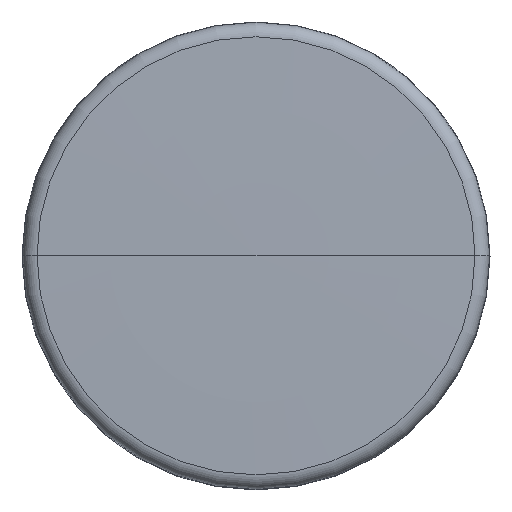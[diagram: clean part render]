
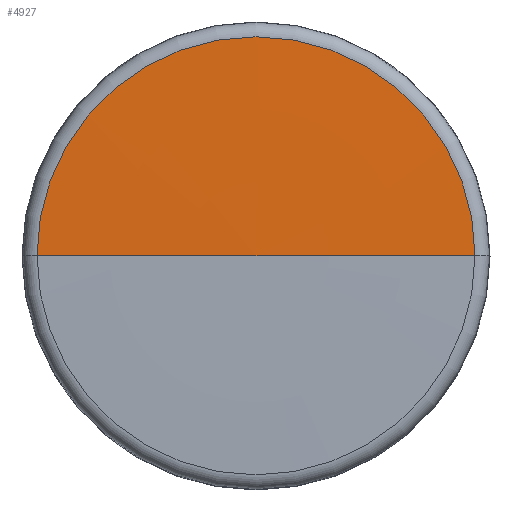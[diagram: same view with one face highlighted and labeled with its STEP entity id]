
A CAD part, top view. The second image highlights one B-rep face of the part: STEP entity #4927.
In plain terms, the highlighted toroidal (fillet/blend) face has major radius 0.022 mm and minor radius 1507.84 mm.
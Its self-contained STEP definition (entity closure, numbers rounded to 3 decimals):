
#262 = DIRECTION ( 'NONE',  ( -1., 0., 0. ) ) ;
#263 = AXIS2_PLACEMENT_3D ( 'NONE', #6550, #1837, #262 ) ;
#609 = CARTESIAN_POINT ( 'NONE',  ( 0., 0., -1508.379 ) ) ;
#1817 = CARTESIAN_POINT ( 'NONE',  ( 27.12, 0., -0.786 ) ) ;
#1837 = DIRECTION ( 'NONE',  ( 0., 0., -1. ) ) ;
#2518 = VERTEX_POINT ( 'NONE', #1817 ) ;
#3773 = CARTESIAN_POINT ( 'NONE',  ( -27.12, 0., -0.786 ) ) ;
#3799 = DIRECTION ( 'NONE',  ( 0., 0., -1. ) ) ;
#3876 = EDGE_CURVE ( 'NONE', #4141, #9820, #7412, .T. ) ;
#4141 = VERTEX_POINT ( 'NONE', #5113 ) ;
#4217 = EDGE_CURVE ( 'NONE', #4141, #2518, #8751, .T. ) ;
#4927 = ADVANCED_FACE ( 'NONE', ( #7776 ), #5106, .T. ) ;
#5106 = TOROIDAL_SURFACE ( 'NONE', #5943, -0.022, 1507.837 ) ;
#5113 = CARTESIAN_POINT ( 'NONE',  ( 0., 0., -0.542 ) ) ;
#5322 = ORIENTED_EDGE ( 'NONE', *, *, #3876, .F. ) ;
#5426 = EDGE_LOOP ( 'NONE', ( #5322, #7741, #6539 ) ) ;
#5571 = AXIS2_PLACEMENT_3D ( 'NONE', #8035, #8766, #9699 ) ;
#5943 = AXIS2_PLACEMENT_3D ( 'NONE', #609, #3799, #7830 ) ;
#6161 = CARTESIAN_POINT ( 'NONE',  ( -0.022, 0., -1508.379 ) ) ;
#6539 = ORIENTED_EDGE ( 'NONE', *, *, #10344, .F. ) ;
#6550 = CARTESIAN_POINT ( 'NONE',  ( 0., 0., -0.786 ) ) ;
#7412 = CIRCLE ( 'NONE', #5571, 1507.837 ) ;
#7741 = ORIENTED_EDGE ( 'NONE', *, *, #4217, .T. ) ;
#7776 = FACE_OUTER_BOUND ( 'NONE', #5426, .T. ) ;
#7830 = DIRECTION ( 'NONE',  ( -1., 0., 0. ) ) ;
#7985 = DIRECTION ( 'NONE',  ( -1., 0., 0. ) ) ;
#8035 = CARTESIAN_POINT ( 'NONE',  ( 0.022, 0., -1508.379 ) ) ;
#8751 = CIRCLE ( 'NONE', #9085, 1507.837 ) ;
#8766 = DIRECTION ( 'NONE',  ( 0., -1., 0. ) ) ;
#9085 = AXIS2_PLACEMENT_3D ( 'NONE', #6161, #10286, #7985 ) ;
#9458 = CIRCLE ( 'NONE', #263, 27.12 ) ;
#9699 = DIRECTION ( 'NONE',  ( 0., 0., -1. ) ) ;
#9820 = VERTEX_POINT ( 'NONE', #3773 ) ;
#10286 = DIRECTION ( 'NONE',  ( 0., 1., 0. ) ) ;
#10344 = EDGE_CURVE ( 'NONE', #9820, #2518, #9458, .T. ) ;
